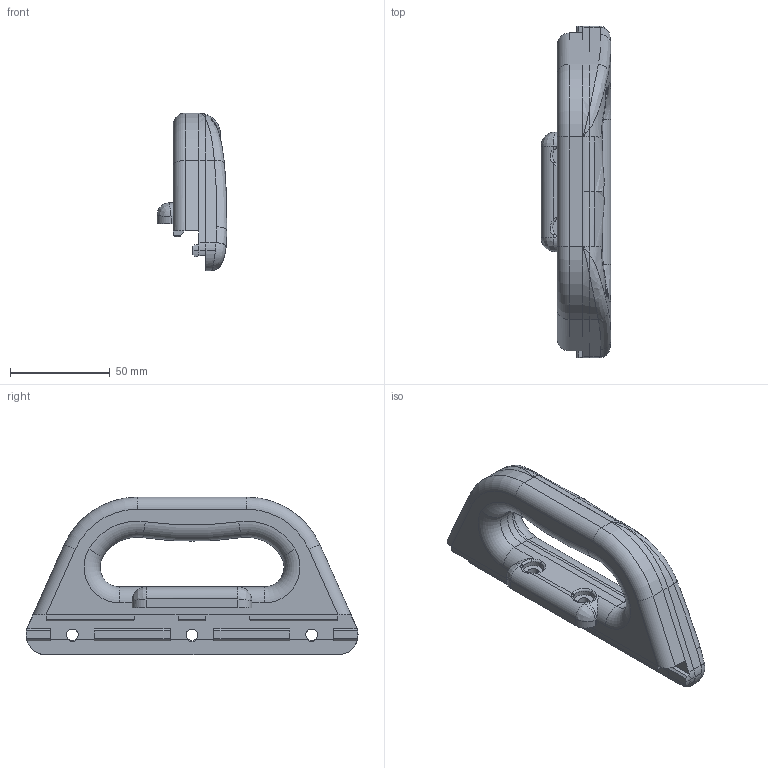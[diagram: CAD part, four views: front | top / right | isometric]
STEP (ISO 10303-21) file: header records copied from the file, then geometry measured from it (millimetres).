
FILE_DESCRIPTION (( 'STEP AP214' ), '1' );
FILE_NAME ('handle.STEP', '2023-10-22T16:16:00', ( '' ), ( '' ), 'SwSTEP 2.0', 'SolidWorks 2023', '' );
FILE_SCHEMA (( 'AUTOMOTIVE_DESIGN' ));
Length unit declared in the file: millimetre
Products named in the file (1): handle
Bounding box: 35 x 166.5 x 79 mm (x, y, z)
Volume: 171055.6 mm3; surface area: 59503.8 mm2
Topology: 3 solids, 3 shells, 335 faces, 843 edges, 514 vertices
Faces by surface type: plane 117, cylinder 99, bspline 73, cone 30, torus 16
Entity records: 30885 total; most frequent: CARTESIAN_POINT 19774, ORIENTED_EDGE 1674, DIRECTION 1349, EDGE_CURVE 837, VERTEX_POINT 514, AXIS2_PLACEMENT_3D 504, EDGE_LOOP 369, VECTOR 341
